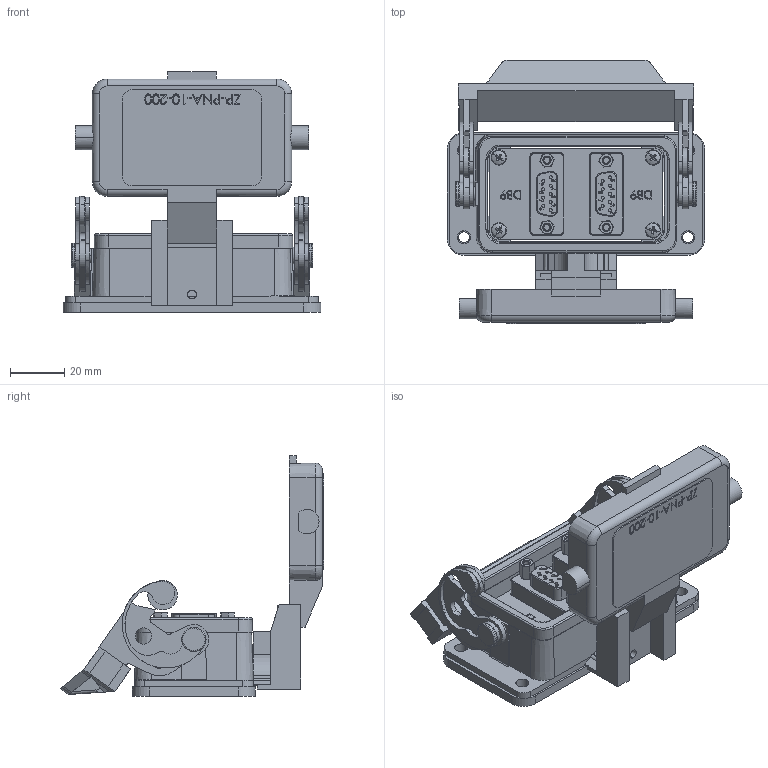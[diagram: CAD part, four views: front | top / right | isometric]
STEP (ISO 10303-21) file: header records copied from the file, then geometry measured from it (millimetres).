
FILE_DESCRIPTION (( 'STEP AP214' ), '1' );
FILE_NAME ('ZP-PNA-10-200.step', '2018-09-05T17:17:40', ( '' ), ( '' ), 'SwSTEP 2.0', 'SolidWorks 2017', '' );
FILE_SCHEMA (( 'AUTOMOTIVE_DESIGN' ));
Length unit declared in the file: inch
Products named in the file (1): ZP-PNA-10-200
Bounding box: 95.5 x 97.5 x 89.15 mm (x, y, z)
Volume: 81009.1 mm3; surface area: 56710.7 mm2
Topology: 1 solids, 12 shells, 1910 faces, 4857 edges, 3129 vertices
Faces by surface type: plane 903, cylinder 462, bspline 347, torus 110, cone 80, sphere 8
Entity records: 85796 total; most frequent: CARTESIAN_POINT 32645, ORIENTED_EDGE 9698, DIRECTION 8406, EDGE_CURVE 4849, VERTEX_POINT 3129, AXIS2_PLACEMENT_3D 2860, VECTOR 2686, LINE 2686
